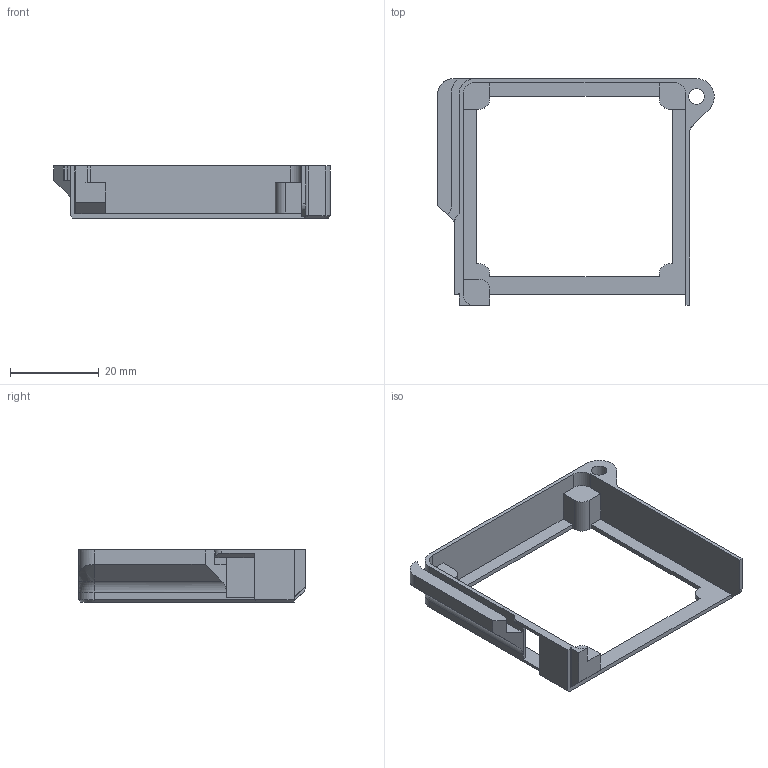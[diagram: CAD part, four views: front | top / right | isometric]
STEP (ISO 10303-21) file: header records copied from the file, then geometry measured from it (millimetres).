
FILE_DESCRIPTION(/* description */ (''),/* implementation_level */ '2;1');
FILE_NAME(/* name */ 'fan-cover.stp',/* time_stamp */ '2023-12-19T13:23:05+01:00',/* author */ ('Dominik Tebich'),/* organization */ (''),/* preprocessor_version */ 'ST-DEVELOPER v19.2',/* originating_system */ 'Autodesk Inventor 2023',/* authorisation */ '');
FILE_SCHEMA (('AUTOMOTIVE_DESIGN { 1 0 10303 214 3 1 1 }'));
Length unit declared in the file: millimetre
Products named in the file (1): fan-cover
Bounding box: 62.29 x 51 x 11.75 mm (x, y, z)
Volume: 3954.9 mm3; surface area: 5888.1 mm2
Topology: 1 solids, 1 shells, 117 faces, 327 edges, 211 vertices
Faces by surface type: plane 89, cylinder 21, cone 4, bspline 2, torus 1
Full cylindrical faces by diameter (mm): 3.5 x1, 5.6 x1
Entity records: 3784 total; most frequent: CARTESIAN_POINT 700, ORIENTED_EDGE 654, DIRECTION 605, EDGE_CURVE 327, LINE 267, VECTOR 267, VERTEX_POINT 211, AXIS2_PLACEMENT_3D 169
